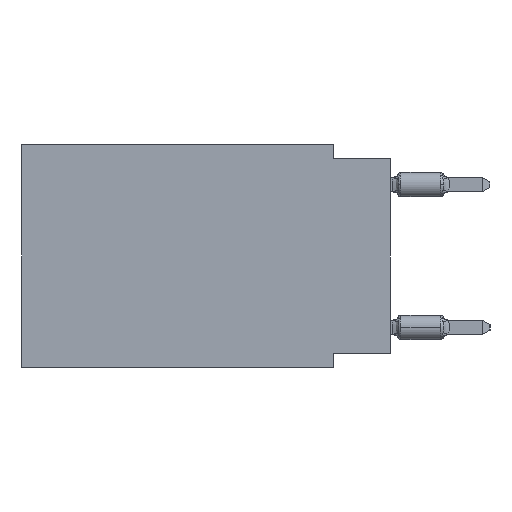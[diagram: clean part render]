
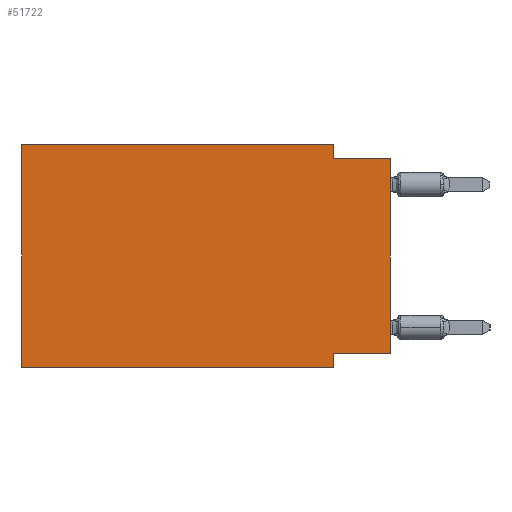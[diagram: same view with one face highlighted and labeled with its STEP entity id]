
A CAD part, left-side view. The second image highlights one B-rep face of the part: STEP entity #51722.
In plain terms, the highlighted planar face has unit normal (-1, 0, 0).
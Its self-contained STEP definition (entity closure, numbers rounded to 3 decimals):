
#1761 = ORIENTED_EDGE ( 'NONE', *, *, #45549, .T. ) ;
#2380 = CARTESIAN_POINT ( 'NONE',  ( 0., 2.54, -9.271 ) ) ;
#3153 = DIRECTION ( 'NONE',  ( 0., 0., -1. ) ) ;
#3485 = VECTOR ( 'NONE', #32550, 1000. ) ;
#5504 = EDGE_CURVE ( 'NONE', #15705, #47504, #8972, .T. ) ;
#5881 = DIRECTION ( 'NONE',  ( 0., 0., 1. ) ) ;
#6773 = CARTESIAN_POINT ( 'NONE',  ( 0., 0., -9.271 ) ) ;
#6894 = VECTOR ( 'NONE', #10729, 1000. ) ;
#7246 = VECTOR ( 'NONE', #42259, 1000. ) ;
#7716 = VERTEX_POINT ( 'NONE', #2380 ) ;
#8418 = EDGE_CURVE ( 'NONE', #15705, #7716, #19560, .T. ) ;
#8890 = EDGE_CURVE ( 'NONE', #50157, #30018, #44515, .T. ) ;
#8972 = LINE ( 'NONE', #21223, #37453 ) ;
#9945 = ORIENTED_EDGE ( 'NONE', *, *, #8890, .F. ) ;
#10729 = DIRECTION ( 'NONE',  ( 0., -1., 0. ) ) ;
#10865 = CARTESIAN_POINT ( 'NONE',  ( 0., 2.54, 0. ) ) ;
#10879 = LINE ( 'NONE', #23940, #3485 ) ;
#12997 = CARTESIAN_POINT ( 'NONE',  ( 0., 2.54, -9.906 ) ) ;
#13462 = ORIENTED_EDGE ( 'NONE', *, *, #22345, .F. ) ;
#15072 = ORIENTED_EDGE ( 'NONE', *, *, #45365, .F. ) ;
#15563 = CARTESIAN_POINT ( 'NONE',  ( 0., 16.383, -9.906 ) ) ;
#15705 = VERTEX_POINT ( 'NONE', #27951 ) ;
#15988 = EDGE_CURVE ( 'NONE', #39619, #32371, #10879, .T. ) ;
#16720 = ORIENTED_EDGE ( 'NONE', *, *, #5504, .T. ) ;
#16970 = AXIS2_PLACEMENT_3D ( 'NONE', #44321, #36826, #3153 ) ;
#18530 = LINE ( 'NONE', #39389, #6894 ) ;
#19005 = VERTEX_POINT ( 'NONE', #41763 ) ;
#19560 = LINE ( 'NONE', #6773, #44745 ) ;
#21223 = CARTESIAN_POINT ( 'NONE',  ( 0., 0., 0. ) ) ;
#22345 = EDGE_CURVE ( 'NONE', #32371, #47504, #44941, .T. ) ;
#23940 = CARTESIAN_POINT ( 'NONE',  ( 0., 2.54, 0. ) ) ;
#25173 = ORIENTED_EDGE ( 'NONE', *, *, #38507, .F. ) ;
#25935 = DIRECTION ( 'NONE',  ( 0., 0., 1. ) ) ;
#25937 = CARTESIAN_POINT ( 'NONE',  ( 0., 0., -0.635 ) ) ;
#27951 = CARTESIAN_POINT ( 'NONE',  ( 0., 0., -9.271 ) ) ;
#28658 = CARTESIAN_POINT ( 'NONE',  ( 0., 16.383, 0. ) ) ;
#29133 = ORIENTED_EDGE ( 'NONE', *, *, #15988, .F. ) ;
#30018 = VERTEX_POINT ( 'NONE', #45582 ) ;
#31188 = CARTESIAN_POINT ( 'NONE',  ( 0., 16.383, 0. ) ) ;
#31528 = DIRECTION ( 'NONE',  ( 0., 1., 0. ) ) ;
#31540 = FACE_OUTER_BOUND ( 'NONE', #48834, .T. ) ;
#32371 = VERTEX_POINT ( 'NONE', #45045 ) ;
#32375 = VECTOR ( 'NONE', #5881, 1000. ) ;
#32550 = DIRECTION ( 'NONE',  ( 0., 0., -1. ) ) ;
#33104 = VECTOR ( 'NONE', #52488, 1000. ) ;
#36330 = CARTESIAN_POINT ( 'NONE',  ( 0., 0., -0.635 ) ) ;
#36826 = DIRECTION ( 'NONE',  ( 1., 0., 0. ) ) ;
#37453 = VECTOR ( 'NONE', #25935, 1000. ) ;
#37819 = LINE ( 'NONE', #28658, #7246 ) ;
#38507 = EDGE_CURVE ( 'NONE', #30018, #39619, #37819, .T. ) ;
#39389 = CARTESIAN_POINT ( 'NONE',  ( 0., 16.383, -9.906 ) ) ;
#39619 = VERTEX_POINT ( 'NONE', #10865 ) ;
#41763 = CARTESIAN_POINT ( 'NONE',  ( 0., 2.54, -9.906 ) ) ;
#42259 = DIRECTION ( 'NONE',  ( 0., -1., 0. ) ) ;
#42869 = ORIENTED_EDGE ( 'NONE', *, *, #8418, .F. ) ;
#43556 = LINE ( 'NONE', #12997, #49543 ) ;
#44321 = CARTESIAN_POINT ( 'NONE',  ( 0., 16.383, 0. ) ) ;
#44515 = LINE ( 'NONE', #31188, #32375 ) ;
#44745 = VECTOR ( 'NONE', #31528, 1000. ) ;
#44941 = LINE ( 'NONE', #36330, #33104 ) ;
#45045 = CARTESIAN_POINT ( 'NONE',  ( 0., 2.54, -0.635 ) ) ;
#45365 = EDGE_CURVE ( 'NONE', #7716, #19005, #43556, .T. ) ;
#45549 = EDGE_CURVE ( 'NONE', #50157, #19005, #18530, .T. ) ;
#45582 = CARTESIAN_POINT ( 'NONE',  ( 0., 16.383, 0. ) ) ;
#46650 = DIRECTION ( 'NONE',  ( 0., 0., -1. ) ) ;
#47504 = VERTEX_POINT ( 'NONE', #25937 ) ;
#48508 = PLANE ( 'NONE',  #16970 ) ;
#48834 = EDGE_LOOP ( 'NONE', ( #16720, #13462, #29133, #25173, #9945, #1761, #15072, #42869 ) ) ;
#49543 = VECTOR ( 'NONE', #46650, 1000. ) ;
#50157 = VERTEX_POINT ( 'NONE', #15563 ) ;
#51722 = ADVANCED_FACE ( 'NONE', ( #31540 ), #48508, .F. ) ;
#52488 = DIRECTION ( 'NONE',  ( 0., -1., 0. ) ) ;
